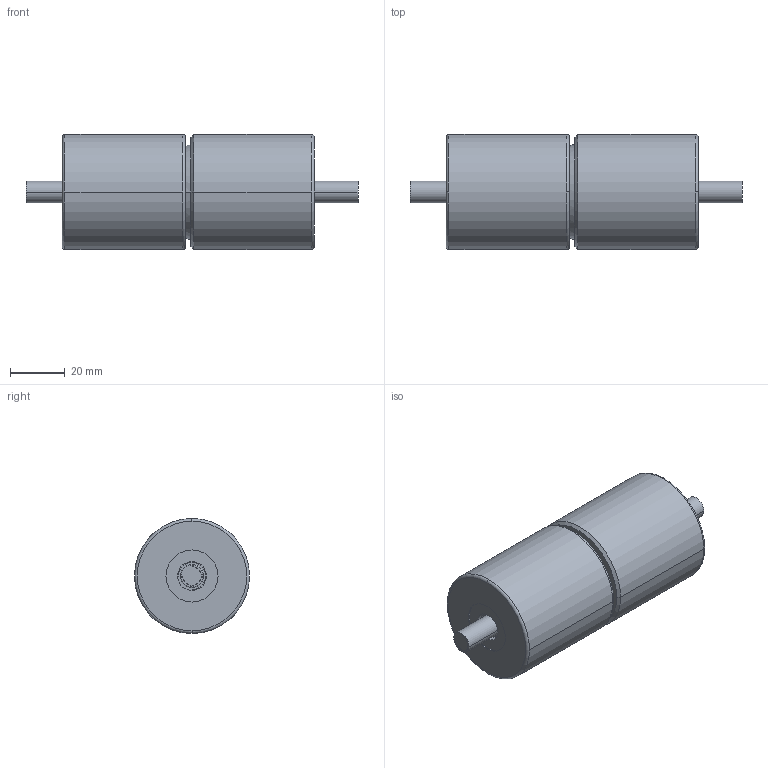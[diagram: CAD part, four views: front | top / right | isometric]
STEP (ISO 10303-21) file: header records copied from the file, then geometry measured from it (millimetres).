
FILE_DESCRIPTION(('STEP AP214'),'1');
FILE_NAME('Z051_12.stp',' ',(' '),(' '),'XStep 1.0',' ',' ');
FILE_SCHEMA(('automotive_design'));
Length unit declared in the file: millimetre
Products named in the file (4): Z31_8x70_; Z31_8x30_; Z051_C2_42_; Z051_42_
Bounding box: 121.2 x 42 x 42 mm (x, y, z)
Volume: 122729.5 mm3; surface area: 29879.4 mm2
Topology: 4 solids, 4 shells, 112 faces, 271 edges, 181 vertices
Faces by surface type: cylinder 48, plane 42, torus 14, cone 8
Entity records: 6623 total; most frequent: DIRECTION 658, STYLED_ITEM 568, PRESENTATION_STYLE_ASSIGNMENT 568, CARTESIAN_POINT 568, COLOUR_RGB 568, ORIENTED_EDGE 542, EDGE_CURVE 271, AXIS2_PLACEMENT_3D 271
